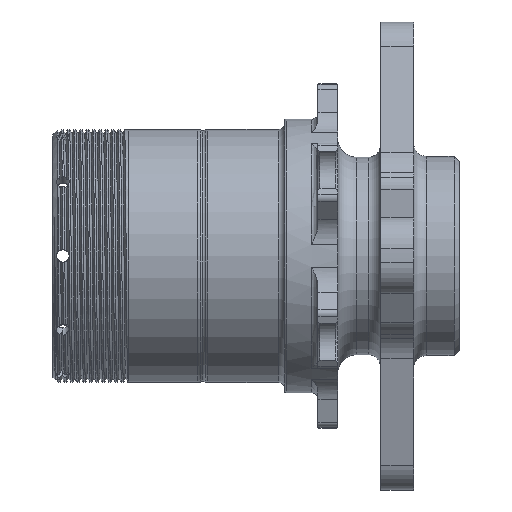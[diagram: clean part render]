
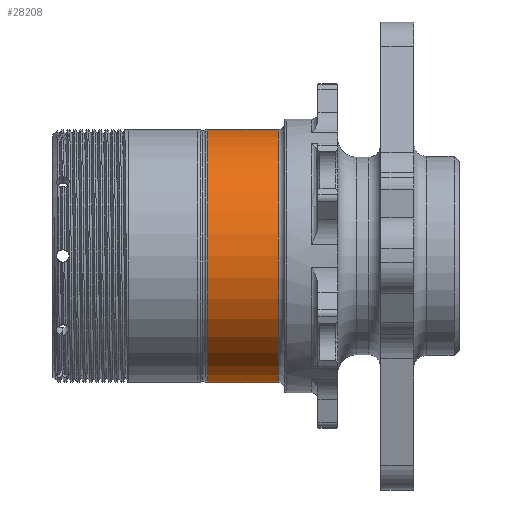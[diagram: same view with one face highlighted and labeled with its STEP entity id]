
A CAD part, top view. The second image highlights one B-rep face of the part: STEP entity #28208.
In plain terms, the highlighted cylindrical face has radius 31.75 mm (diameter 63.5 mm), a partial arc.
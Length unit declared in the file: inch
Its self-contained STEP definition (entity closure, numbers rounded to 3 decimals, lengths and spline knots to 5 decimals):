
#35 = CARTESIAN_POINT ( 'NONE',  ( 1.5275, 1.25, 0. ) ) ;
#3181 = DIRECTION ( 'NONE',  ( 0., -1., 0. ) ) ;
#3188 = DIRECTION ( 'NONE',  ( -1., 0., 0. ) ) ;
#3191 = CARTESIAN_POINT ( 'NONE',  ( 1.5275, 0., 0. ) ) ;
#4081 = CARTESIAN_POINT ( 'NONE',  ( 1.5275, -1.25, 0. ) ) ;
#4670 = AXIS2_PLACEMENT_3D ( 'NONE', #24322, #24317, #24319 ) ;
#5302 = EDGE_LOOP ( 'NONE', ( #13872, #20586, #20573, #20572 ) ) ;
#5635 = VERTEX_POINT ( 'NONE', #5949 ) ;
#5751 = VERTEX_POINT ( 'NONE', #4081 ) ;
#5780 = VERTEX_POINT ( 'NONE', #35 ) ;
#5816 = VERTEX_POINT ( 'NONE', #23416 ) ;
#5949 = CARTESIAN_POINT ( 'NONE',  ( 2.2275, -1.25, 0. ) ) ;
#5989 = EDGE_CURVE ( 'NONE', #5751, #5780, #21486, .T. ) ;
#6058 = EDGE_CURVE ( 'NONE', #5816, #5780, #19259, .T. ) ;
#9341 = CARTESIAN_POINT ( 'NONE',  ( 0., 1.25, 0. ) ) ;
#9342 = DIRECTION ( 'NONE',  ( -1., 0., 0. ) ) ;
#13872 = ORIENTED_EDGE ( 'NONE', *, *, #23116, .T. ) ;
#13923 = EDGE_CURVE ( 'NONE', #5635, #5751, #19579, .T. ) ;
#18386 = CARTESIAN_POINT ( 'NONE',  ( 2.2275, 0., 0. ) ) ;
#18387 = DIRECTION ( 'NONE',  ( -1., 0., 0. ) ) ;
#18388 = DIRECTION ( 'NONE',  ( 0., -1., 0. ) ) ;
#19259 = LINE ( 'NONE', #9341, #19261 ) ;
#19261 = VECTOR ( 'NONE', #9342, 39.37008 ) ;
#19579 = LINE ( 'NONE', #27389, #19587 ) ;
#19587 = VECTOR ( 'NONE', #27366, 39.37008 ) ;
#19665 = CIRCLE ( 'NONE', #23850, 1.25 ) ;
#20002 = FACE_OUTER_BOUND ( 'NONE', #5302, .T. ) ;
#20017 = CYLINDRICAL_SURFACE ( 'NONE', #4670, 1.25 ) ;
#20572 = ORIENTED_EDGE ( 'NONE', *, *, #13923, .F. ) ;
#20573 = ORIENTED_EDGE ( 'NONE', *, *, #5989, .F. ) ;
#20586 = ORIENTED_EDGE ( 'NONE', *, *, #6058, .T. ) ;
#21486 = CIRCLE ( 'NONE', #23630, 1.25 ) ;
#23116 = EDGE_CURVE ( 'NONE', #5635, #5816, #19665, .T. ) ;
#23416 = CARTESIAN_POINT ( 'NONE',  ( 2.2275, 1.25, 0. ) ) ;
#23630 = AXIS2_PLACEMENT_3D ( 'NONE', #3191, #3188, #3181 ) ;
#23850 = AXIS2_PLACEMENT_3D ( 'NONE', #18386, #18387, #18388 ) ;
#24317 = DIRECTION ( 'NONE',  ( -1., 0., 0. ) ) ;
#24319 = DIRECTION ( 'NONE',  ( 0., -1., 0. ) ) ;
#24322 = CARTESIAN_POINT ( 'NONE',  ( 0., 0., 0. ) ) ;
#27366 = DIRECTION ( 'NONE',  ( -1., 0., 0. ) ) ;
#27389 = CARTESIAN_POINT ( 'NONE',  ( 0., -1.25, 0. ) ) ;
#28208 = ADVANCED_FACE ( 'NONE', ( #20002 ), #20017, .T. ) ;
